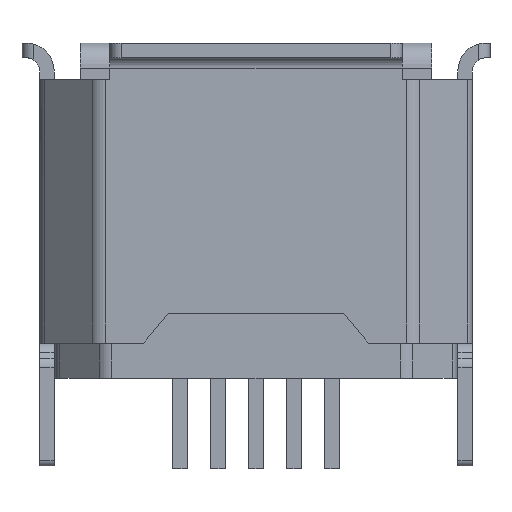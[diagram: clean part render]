
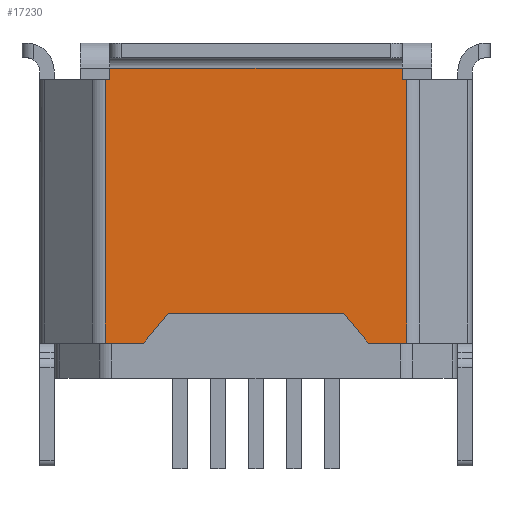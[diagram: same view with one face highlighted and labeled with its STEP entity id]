
A CAD part, front view. The second image highlights one B-rep face of the part: STEP entity #17230.
In plain terms, the highlighted planar face has unit normal (0, -1, 0).
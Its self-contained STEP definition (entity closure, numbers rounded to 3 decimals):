
#349 = EDGE_CURVE ( 'NONE', #22345, #19307, #12564, .T. ) ;
#941 = DIRECTION ( 'NONE',  ( -1., 0., 0. ) ) ;
#1024 = CARTESIAN_POINT ( 'NONE',  ( -2.5, -1.175, 0. ) ) ;
#1098 = ORIENTED_EDGE ( 'NONE', *, *, #19661, .F. ) ;
#1286 = ORIENTED_EDGE ( 'NONE', *, *, #13561, .F. ) ;
#1326 = VECTOR ( 'NONE', #18043, 1000. ) ;
#1443 = LINE ( 'NONE', #3376, #17656 ) ;
#1530 = ORIENTED_EDGE ( 'NONE', *, *, #5063, .F. ) ;
#1764 = VERTEX_POINT ( 'NONE', #16356 ) ;
#2595 = DIRECTION ( 'NONE',  ( -1., 0., 0. ) ) ;
#2678 = CARTESIAN_POINT ( 'NONE',  ( 2.5, -1.175, 0. ) ) ;
#2909 = ORIENTED_EDGE ( 'NONE', *, *, #20839, .F. ) ;
#3030 = AXIS2_PLACEMENT_3D ( 'NONE', #15999, #19648, #9227 ) ;
#3240 = VECTOR ( 'NONE', #17511, 1000. ) ;
#3248 = EDGE_CURVE ( 'NONE', #21867, #13930, #22305, .T. ) ;
#3270 = DIRECTION ( 'NONE',  ( -0.643, 0., -0.766 ) ) ;
#3376 = CARTESIAN_POINT ( 'NONE',  ( -1.5, -1.175, -4. ) ) ;
#4232 = CARTESIAN_POINT ( 'NONE',  ( 1.92, -1.175, -4.5 ) ) ;
#4401 = DIRECTION ( 'NONE',  ( 0., 0., 1. ) ) ;
#4688 = VECTOR ( 'NONE', #14899, 1000. ) ;
#4736 = CARTESIAN_POINT ( 'NONE',  ( -2.576, -1.175, 0. ) ) ;
#4748 = DIRECTION ( 'NONE',  ( 0., 0., 1. ) ) ;
#5063 = EDGE_CURVE ( 'NONE', #1764, #18687, #15442, .T. ) ;
#5107 = VECTOR ( 'NONE', #4748, 1000. ) ;
#5130 = CARTESIAN_POINT ( 'NONE',  ( 1.5, -1.175, -4. ) ) ;
#5413 = DIRECTION ( 'NONE',  ( 0., 0., 1. ) ) ;
#5700 = LINE ( 'NONE', #4232, #1326 ) ;
#5713 = VECTOR ( 'NONE', #13735, 1000. ) ;
#6121 = LINE ( 'NONE', #1024, #7141 ) ;
#6438 = DIRECTION ( 'NONE',  ( 0., 0., 1. ) ) ;
#6604 = PLANE ( 'NONE',  #3030 ) ;
#6641 = VERTEX_POINT ( 'NONE', #9246 ) ;
#6753 = CARTESIAN_POINT ( 'NONE',  ( -2.576, -1.175, -5. ) ) ;
#6794 = CARTESIAN_POINT ( 'NONE',  ( -2.576, -1.175, 0. ) ) ;
#6851 = DIRECTION ( 'NONE',  ( -0.643, 0., 0.766 ) ) ;
#6978 = CARTESIAN_POINT ( 'NONE',  ( -2.576, -1.175, 0. ) ) ;
#6984 = LINE ( 'NONE', #6753, #5107 ) ;
#7141 = VECTOR ( 'NONE', #6438, 1000. ) ;
#7647 = LINE ( 'NONE', #2678, #16513 ) ;
#8037 = LINE ( 'NONE', #21489, #15933 ) ;
#8157 = CARTESIAN_POINT ( 'NONE',  ( -1.5, -1.175, -4. ) ) ;
#8329 = FACE_OUTER_BOUND ( 'NONE', #10216, .T. ) ;
#8802 = EDGE_CURVE ( 'NONE', #22345, #1764, #5700, .T. ) ;
#9118 = ORIENTED_EDGE ( 'NONE', *, *, #9354, .T. ) ;
#9227 = DIRECTION ( 'NONE',  ( 0., 0., -1. ) ) ;
#9246 = CARTESIAN_POINT ( 'NONE',  ( 2.5, -1.175, 0. ) ) ;
#9354 = EDGE_CURVE ( 'NONE', #6641, #9811, #7647, .T. ) ;
#9655 = CARTESIAN_POINT ( 'NONE',  ( 1.5, -1.175, -4. ) ) ;
#9811 = VERTEX_POINT ( 'NONE', #17699 ) ;
#10216 = EDGE_LOOP ( 'NONE', ( #19990, #14025, #1098, #9118, #15612, #1286, #21888, #18426, #2909, #16257, #15189, #1530 ) ) ;
#10868 = EDGE_CURVE ( 'NONE', #9811, #20074, #12980, .T. ) ;
#11218 = VERTEX_POINT ( 'NONE', #8157 ) ;
#11267 = CARTESIAN_POINT ( 'NONE',  ( 2.5, -1.175, 0.2 ) ) ;
#12339 = CARTESIAN_POINT ( 'NONE',  ( -1.92, -1.175, -4.5 ) ) ;
#12564 = LINE ( 'NONE', #19461, #15187 ) ;
#12650 = CARTESIAN_POINT ( 'NONE',  ( -2.5, -1.175, 0.2 ) ) ;
#12980 = LINE ( 'NONE', #11267, #16532 ) ;
#13174 = VECTOR ( 'NONE', #6851, 1000. ) ;
#13561 = EDGE_CURVE ( 'NONE', #13930, #20074, #6121, .T. ) ;
#13735 = DIRECTION ( 'NONE',  ( 1., 0., 0. ) ) ;
#13930 = VERTEX_POINT ( 'NONE', #16628 ) ;
#14025 = ORIENTED_EDGE ( 'NONE', *, *, #349, .T. ) ;
#14121 = LINE ( 'NONE', #6978, #3240 ) ;
#14254 = VERTEX_POINT ( 'NONE', #14621 ) ;
#14621 = CARTESIAN_POINT ( 'NONE',  ( -2.576, -1.175, -4.5 ) ) ;
#14899 = DIRECTION ( 'NONE',  ( -1., 0., 0. ) ) ;
#15187 = VECTOR ( 'NONE', #5413, 1000. ) ;
#15189 = ORIENTED_EDGE ( 'NONE', *, *, #18469, .F. ) ;
#15442 = LINE ( 'NONE', #22251, #13174 ) ;
#15612 = ORIENTED_EDGE ( 'NONE', *, *, #10868, .T. ) ;
#15933 = VECTOR ( 'NONE', #2595, 1000. ) ;
#15999 = CARTESIAN_POINT ( 'NONE',  ( -2.576, -1.175, -5. ) ) ;
#16257 = ORIENTED_EDGE ( 'NONE', *, *, #18063, .F. ) ;
#16356 = CARTESIAN_POINT ( 'NONE',  ( 1.92, -1.175, -4.5 ) ) ;
#16513 = VECTOR ( 'NONE', #4401, 1000. ) ;
#16532 = VECTOR ( 'NONE', #941, 1000. ) ;
#16628 = CARTESIAN_POINT ( 'NONE',  ( -2.5, -1.175, 0. ) ) ;
#17016 = LINE ( 'NONE', #5130, #4688 ) ;
#17230 = ADVANCED_FACE ( 'NONE', ( #8329 ), #6604, .T. ) ;
#17511 = DIRECTION ( 'NONE',  ( 1., 0., 0. ) ) ;
#17656 = VECTOR ( 'NONE', #3270, 1000. ) ;
#17699 = CARTESIAN_POINT ( 'NONE',  ( 2.5, -1.175, 0.2 ) ) ;
#18043 = DIRECTION ( 'NONE',  ( -1., 0., 0. ) ) ;
#18063 = EDGE_CURVE ( 'NONE', #11218, #19652, #1443, .T. ) ;
#18426 = ORIENTED_EDGE ( 'NONE', *, *, #20943, .F. ) ;
#18469 = EDGE_CURVE ( 'NONE', #18687, #11218, #17016, .T. ) ;
#18530 = CARTESIAN_POINT ( 'NONE',  ( 2.576, -1.175, 0. ) ) ;
#18687 = VERTEX_POINT ( 'NONE', #9655 ) ;
#19307 = VERTEX_POINT ( 'NONE', #18530 ) ;
#19461 = CARTESIAN_POINT ( 'NONE',  ( 2.576, -1.175, -5. ) ) ;
#19648 = DIRECTION ( 'NONE',  ( 0., -1., 0. ) ) ;
#19652 = VERTEX_POINT ( 'NONE', #12339 ) ;
#19661 = EDGE_CURVE ( 'NONE', #6641, #19307, #14121, .T. ) ;
#19990 = ORIENTED_EDGE ( 'NONE', *, *, #8802, .F. ) ;
#20074 = VERTEX_POINT ( 'NONE', #12650 ) ;
#20839 = EDGE_CURVE ( 'NONE', #19652, #14254, #8037, .T. ) ;
#20943 = EDGE_CURVE ( 'NONE', #14254, #21867, #6984, .T. ) ;
#21161 = CARTESIAN_POINT ( 'NONE',  ( 2.576, -1.175, -4.5 ) ) ;
#21489 = CARTESIAN_POINT ( 'NONE',  ( -1.92, -1.175, -4.5 ) ) ;
#21867 = VERTEX_POINT ( 'NONE', #4736 ) ;
#21888 = ORIENTED_EDGE ( 'NONE', *, *, #3248, .F. ) ;
#22251 = CARTESIAN_POINT ( 'NONE',  ( 1.5, -1.175, -4. ) ) ;
#22305 = LINE ( 'NONE', #6794, #5713 ) ;
#22345 = VERTEX_POINT ( 'NONE', #21161 ) ;
